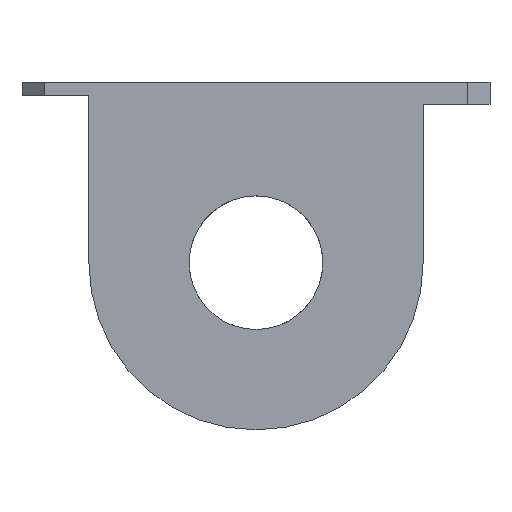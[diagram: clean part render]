
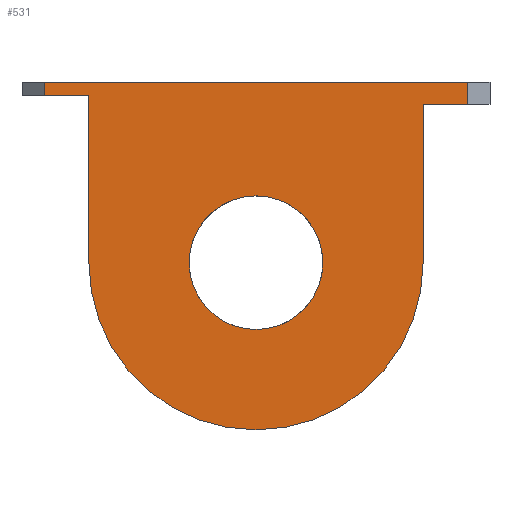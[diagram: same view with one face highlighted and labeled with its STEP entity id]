
A CAD part, front view. The second image highlights one B-rep face of the part: STEP entity #531.
In plain terms, the highlighted planar face has unit normal (0, -1, 0).
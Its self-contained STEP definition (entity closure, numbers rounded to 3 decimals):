
#25=FACE_BOUND('',#96,.T.);
#40=PLANE('',#582);
#64=FACE_OUTER_BOUND('',#95,.T.);
#95=EDGE_LOOP('',(#437,#438,#439,#440,#441,#442,#443,#444));
#96=EDGE_LOOP('',(#445));
#119=LINE('',#766,#174);
#127=LINE('',#791,#182);
#144=LINE('',#832,#199);
#148=LINE('',#839,#203);
#153=LINE('',#850,#208);
#154=LINE('',#853,#209);
#155=LINE('',#854,#210);
#174=VECTOR('',#617,10.);
#182=VECTOR('',#639,10.);
#199=VECTOR('',#678,10.);
#203=VECTOR('',#684,10.);
#208=VECTOR('',#695,10.);
#209=VECTOR('',#698,10.);
#210=VECTOR('',#699,10.);
#233=CIRCLE('',#583,37.5);
#234=CIRCLE('',#584,15.);
#247=VERTEX_POINT('',#763);
#248=VERTEX_POINT('',#765);
#256=VERTEX_POINT('',#787);
#258=VERTEX_POINT('',#790);
#271=VERTEX_POINT('',#831);
#273=VERTEX_POINT('',#837);
#276=VERTEX_POINT('',#849);
#277=VERTEX_POINT('',#851);
#278=VERTEX_POINT('',#855);
#297=EDGE_CURVE('',#247,#248,#119,.T.);
#309=EDGE_CURVE('',#256,#258,#127,.T.);
#330=EDGE_CURVE('',#248,#271,#144,.T.);
#334=EDGE_CURVE('',#273,#256,#148,.T.);
#339=EDGE_CURVE('',#276,#247,#153,.T.);
#340=EDGE_CURVE('',#277,#276,#233,.T.);
#341=EDGE_CURVE('',#277,#258,#154,.T.);
#342=EDGE_CURVE('',#271,#273,#155,.T.);
#343=EDGE_CURVE('',#278,#278,#234,.T.);
#437=ORIENTED_EDGE('',*,*,#330,.F.);
#438=ORIENTED_EDGE('',*,*,#297,.F.);
#439=ORIENTED_EDGE('',*,*,#339,.F.);
#440=ORIENTED_EDGE('',*,*,#340,.F.);
#441=ORIENTED_EDGE('',*,*,#341,.T.);
#442=ORIENTED_EDGE('',*,*,#309,.F.);
#443=ORIENTED_EDGE('',*,*,#334,.F.);
#444=ORIENTED_EDGE('',*,*,#342,.F.);
#445=ORIENTED_EDGE('',*,*,#343,.F.);
#531=ADVANCED_FACE('',(#64,#25),#40,.F.);
#582=AXIS2_PLACEMENT_3D('',#848,#693,#694);
#583=AXIS2_PLACEMENT_3D('',#852,#696,#697);
#584=AXIS2_PLACEMENT_3D('',#856,#700,#701);
#617=DIRECTION('',(-1.,0.,0.));
#639=DIRECTION('',(-1.,0.,0.));
#678=DIRECTION('',(0.,0.,1.));
#684=DIRECTION('',(0.,0.,-1.));
#693=DIRECTION('center_axis',(0.,1.,0.));
#694=DIRECTION('ref_axis',(1.,0.,0.));
#695=DIRECTION('',(0.,0.,1.));
#696=DIRECTION('center_axis',(0.,1.,0.));
#697=DIRECTION('ref_axis',(1.,0.,0.));
#698=DIRECTION('',(0.,0.,1.));
#699=DIRECTION('',(1.,0.,0.));
#700=DIRECTION('center_axis',(0.,-1.,0.));
#701=DIRECTION('ref_axis',(1.,0.,0.));
#763=CARTESIAN_POINT('',(-37.5,0.,37.5));
#765=CARTESIAN_POINT('',(-47.5,0.,37.5));
#766=CARTESIAN_POINT('',(-52.5,0.,37.5));
#787=CARTESIAN_POINT('',(47.5,0.,35.5));
#790=CARTESIAN_POINT('',(37.5,0.,35.5));
#791=CARTESIAN_POINT('',(52.5,0.,35.5));
#831=CARTESIAN_POINT('',(-47.5,0.,40.5));
#832=CARTESIAN_POINT('',(-47.5,0.,20.25));
#837=CARTESIAN_POINT('',(47.5,0.,40.5));
#839=CARTESIAN_POINT('',(47.5,0.,20.25));
#848=CARTESIAN_POINT('Origin',(0.,0.,0.));
#849=CARTESIAN_POINT('',(-37.5,0.,0.));
#850=CARTESIAN_POINT('',(-37.5,0.,0.));
#851=CARTESIAN_POINT('',(37.5,0.,0.));
#852=CARTESIAN_POINT('Origin',(0.,0.,0.));
#853=CARTESIAN_POINT('',(37.5,0.,37.5));
#854=CARTESIAN_POINT('',(-37.5,0.,40.5));
#855=CARTESIAN_POINT('',(-15.,0.,0.));
#856=CARTESIAN_POINT('Origin',(0.,0.,0.));
